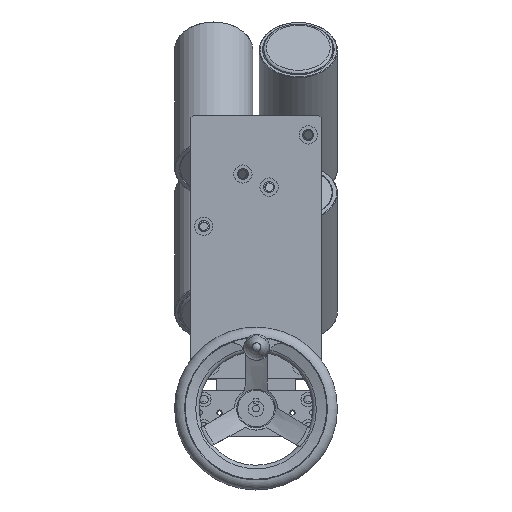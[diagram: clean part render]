
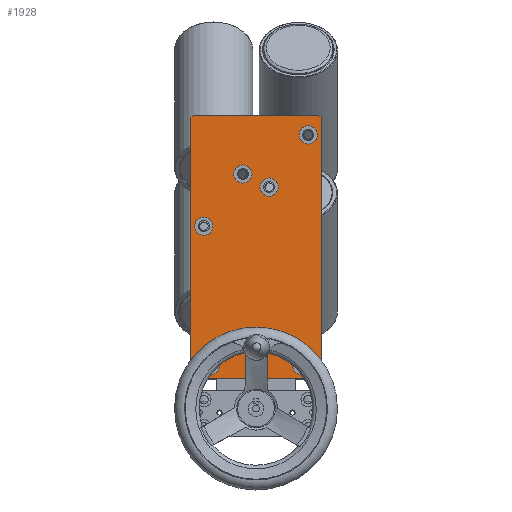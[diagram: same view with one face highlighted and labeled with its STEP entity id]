
A CAD part, top view. The second image highlights one B-rep face of the part: STEP entity #1928.
In plain terms, the highlighted planar face has unit normal (0, 0, 1).
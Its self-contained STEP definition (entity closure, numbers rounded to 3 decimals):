
#104 = CARTESIAN_POINT ( 'NONE',  ( 23.951, 11.877, 45.8 ) ) ;
#120 = VECTOR ( 'NONE', #10670, 1000. ) ;
#339 = EDGE_CURVE ( 'NONE', #1369, #1369, #3868, .T. ) ;
#348 = VERTEX_POINT ( 'NONE', #7676 ) ;
#357 = ORIENTED_EDGE ( 'NONE', *, *, #9480, .T. ) ;
#426 = VECTOR ( 'NONE', #9089, 1000. ) ;
#566 = VERTEX_POINT ( 'NONE', #8038 ) ;
#569 = VERTEX_POINT ( 'NONE', #6080 ) ;
#601 = DIRECTION ( 'NONE',  ( 1., 0., 0. ) ) ;
#617 = ORIENTED_EDGE ( 'NONE', *, *, #339, .F. ) ;
#682 = CARTESIAN_POINT ( 'NONE',  ( -74.049, 213.877, 45.8 ) ) ;
#694 = DIRECTION ( 'NONE',  ( 0., 0., 1. ) ) ;
#755 = VERTEX_POINT ( 'NONE', #7907 ) ;
#811 = VECTOR ( 'NONE', #11094, 1000. ) ;
#822 = LINE ( 'NONE', #946, #426 ) ;
#898 = FACE_BOUND ( 'NONE', #6187, .T. ) ;
#902 = AXIS2_PLACEMENT_3D ( 'NONE', #9102, #7196, #5321 ) ;
#926 = LINE ( 'NONE', #682, #2672 ) ;
#940 = ORIENTED_EDGE ( 'NONE', *, *, #4207, .T. ) ;
#946 = CARTESIAN_POINT ( 'NONE',  ( -76.049, 213.877, 45.8 ) ) ;
#1049 = EDGE_CURVE ( 'NONE', #348, #348, #10741, .T. ) ;
#1209 = AXIS2_PLACEMENT_3D ( 'NONE', #8776, #694, #7058 ) ;
#1275 = EDGE_LOOP ( 'NONE', ( #8680 ) ) ;
#1369 = VERTEX_POINT ( 'NONE', #11598 ) ;
#1841 = CIRCLE ( 'NONE', #10148, 7. ) ;
#1895 = FACE_BOUND ( 'NONE', #6104, .T. ) ;
#1928 = ADVANCED_FACE ( 'NONE', ( #1895, #10869, #898, #7258, #8173, #8296, #9966, #4552 ), #8236, .F. ) ;
#2105 = VERTEX_POINT ( 'NONE', #2856 ) ;
#2156 = EDGE_CURVE ( 'NONE', #10812, #9332, #3219, .T. ) ;
#2261 = DIRECTION ( 'NONE',  ( 1., 0., 0. ) ) ;
#2263 = EDGE_CURVE ( 'NONE', #569, #569, #1841, .T. ) ;
#2304 = ORIENTED_EDGE ( 'NONE', *, *, #4156, .T. ) ;
#2549 = ORIENTED_EDGE ( 'NONE', *, *, #11820, .F. ) ;
#2644 = DIRECTION ( 'NONE',  ( 0., 0., 1. ) ) ;
#2672 = VECTOR ( 'NONE', #4348, 1000. ) ;
#2732 = CARTESIAN_POINT ( 'NONE',  ( -76.049, 11.877, 45.8 ) ) ;
#2740 = EDGE_CURVE ( 'NONE', #3402, #8870, #926, .T. ) ;
#2759 = CARTESIAN_POINT ( 'NONE',  ( -76.049, 211.877, 45.8 ) ) ;
#2838 = ORIENTED_EDGE ( 'NONE', *, *, #2740, .T. ) ;
#2856 = CARTESIAN_POINT ( 'NONE',  ( 23.951, 11.877, 45.8 ) ) ;
#2959 = CIRCLE ( 'NONE', #11697, 7. ) ;
#3168 = ORIENTED_EDGE ( 'NONE', *, *, #2156, .T. ) ;
#3219 = LINE ( 'NONE', #6892, #120 ) ;
#3297 = DIRECTION ( 'NONE',  ( 0., 0., 1. ) ) ;
#3402 = VERTEX_POINT ( 'NONE', #5722 ) ;
#3526 = CARTESIAN_POINT ( 'NONE',  ( -76.049, 11.877, 45.8 ) ) ;
#3744 = DIRECTION ( 'NONE',  ( 0., 0., 1. ) ) ;
#3856 = CARTESIAN_POINT ( 'NONE',  ( -26.049, 21.877, 45.8 ) ) ;
#3868 = CIRCLE ( 'NONE', #1209, 7. ) ;
#3898 = ORIENTED_EDGE ( 'NONE', *, *, #11362, .F. ) ;
#4156 = EDGE_CURVE ( 'NONE', #9332, #3402, #822, .T. ) ;
#4207 = EDGE_CURVE ( 'NONE', #8870, #4881, #7244, .T. ) ;
#4333 = CIRCLE ( 'NONE', #5280, 7. ) ;
#4348 = DIRECTION ( 'NONE',  ( -0.707, -0.707, 0. ) ) ;
#4493 = EDGE_LOOP ( 'NONE', ( #3898 ) ) ;
#4511 = EDGE_LOOP ( 'NONE', ( #8647 ) ) ;
#4552 = FACE_OUTER_BOUND ( 'NONE', #10887, .T. ) ;
#4561 = EDGE_CURVE ( 'NONE', #6383, #6383, #5557, .T. ) ;
#4744 = DIRECTION ( 'NONE',  ( 0., 0., 1. ) ) ;
#4881 = VERTEX_POINT ( 'NONE', #3526 ) ;
#5000 = CARTESIAN_POINT ( 'NONE',  ( 23.951, 211.877, 45.8 ) ) ;
#5272 = AXIS2_PLACEMENT_3D ( 'NONE', #10946, #2644, #6483 ) ;
#5280 = AXIS2_PLACEMENT_3D ( 'NONE', #11628, #3297, #601 ) ;
#5321 = DIRECTION ( 'NONE',  ( -1., 0., 0. ) ) ;
#5431 = LINE ( 'NONE', #2732, #11670 ) ;
#5461 = DIRECTION ( 'NONE',  ( 1., 0., 0. ) ) ;
#5557 = CIRCLE ( 'NONE', #6533, 7. ) ;
#5584 = DIRECTION ( 'NONE',  ( 0., 0., 1. ) ) ;
#5722 = CARTESIAN_POINT ( 'NONE',  ( -74.049, 213.877, 45.8 ) ) ;
#6080 = CARTESIAN_POINT ( 'NONE',  ( -29.049, 168.877, 45.8 ) ) ;
#6104 = EDGE_LOOP ( 'NONE', ( #617 ) ) ;
#6187 = EDGE_LOOP ( 'NONE', ( #2549 ) ) ;
#6327 = CARTESIAN_POINT ( 'NONE',  ( -76.049, 11.877, 45.8 ) ) ;
#6383 = VERTEX_POINT ( 'NONE', #10222 ) ;
#6483 = DIRECTION ( 'NONE',  ( 1., 0., 0. ) ) ;
#6533 = AXIS2_PLACEMENT_3D ( 'NONE', #9933, #4744, #8951 ) ;
#6596 = EDGE_LOOP ( 'NONE', ( #8942 ) ) ;
#6735 = EDGE_LOOP ( 'NONE', ( #8962 ) ) ;
#6892 = CARTESIAN_POINT ( 'NONE',  ( 23.951, 211.877, 45.8 ) ) ;
#7005 = DIRECTION ( 'NONE',  ( 1., 0., 0. ) ) ;
#7058 = DIRECTION ( 'NONE',  ( 1., 0., 0. ) ) ;
#7178 = VERTEX_POINT ( 'NONE', #10841 ) ;
#7196 = DIRECTION ( 'NONE',  ( 0., 0., -1. ) ) ;
#7244 = LINE ( 'NONE', #6327, #811 ) ;
#7258 = FACE_BOUND ( 'NONE', #4493, .T. ) ;
#7261 = LINE ( 'NONE', #104, #10709 ) ;
#7676 = CARTESIAN_POINT ( 'NONE',  ( -19.049, 21.877, 45.8 ) ) ;
#7873 = CARTESIAN_POINT ( 'NONE',  ( 21.951, 213.877, 45.8 ) ) ;
#7907 = CARTESIAN_POINT ( 'NONE',  ( 20.951, 198.877, 45.8 ) ) ;
#8038 = CARTESIAN_POINT ( 'NONE',  ( -59.049, 128.877, 45.8 ) ) ;
#8173 = FACE_BOUND ( 'NONE', #4511, .T. ) ;
#8236 = PLANE ( 'NONE',  #902 ) ;
#8296 = FACE_BOUND ( 'NONE', #6735, .T. ) ;
#8647 = ORIENTED_EDGE ( 'NONE', *, *, #4561, .F. ) ;
#8680 = ORIENTED_EDGE ( 'NONE', *, *, #11606, .F. ) ;
#8776 = CARTESIAN_POINT ( 'NONE',  ( -61.049, 21.877, 45.8 ) ) ;
#8793 = ORIENTED_EDGE ( 'NONE', *, *, #10267, .T. ) ;
#8870 = VERTEX_POINT ( 'NONE', #2759 ) ;
#8942 = ORIENTED_EDGE ( 'NONE', *, *, #1049, .F. ) ;
#8951 = DIRECTION ( 'NONE',  ( 1., 0., 0. ) ) ;
#8962 = ORIENTED_EDGE ( 'NONE', *, *, #2263, .F. ) ;
#9089 = DIRECTION ( 'NONE',  ( -1., 0., 0. ) ) ;
#9102 = CARTESIAN_POINT ( 'NONE',  ( -76.049, 213.877, 45.8 ) ) ;
#9163 = CIRCLE ( 'NONE', #5272, 7. ) ;
#9226 = DIRECTION ( 'NONE',  ( 0., 1., 0. ) ) ;
#9332 = VERTEX_POINT ( 'NONE', #7873 ) ;
#9480 = EDGE_CURVE ( 'NONE', #4881, #2105, #5431, .T. ) ;
#9711 = CARTESIAN_POINT ( 'NONE',  ( -36.049, 168.877, 45.8 ) ) ;
#9825 = DIRECTION ( 'NONE',  ( 0., 0., 1. ) ) ;
#9933 = CARTESIAN_POINT ( 'NONE',  ( -16.049, 158.877, 45.8 ) ) ;
#9966 = FACE_BOUND ( 'NONE', #1275, .T. ) ;
#10148 = AXIS2_PLACEMENT_3D ( 'NONE', #9711, #9825, #7005 ) ;
#10222 = CARTESIAN_POINT ( 'NONE',  ( -9.049, 158.877, 45.8 ) ) ;
#10231 = CARTESIAN_POINT ( 'NONE',  ( 13.951, 198.877, 45.8 ) ) ;
#10267 = EDGE_CURVE ( 'NONE', #2105, #10812, #7261, .T. ) ;
#10670 = DIRECTION ( 'NONE',  ( -0.707, 0.707, 0. ) ) ;
#10709 = VECTOR ( 'NONE', #9226, 1000. ) ;
#10741 = CIRCLE ( 'NONE', #11125, 7. ) ;
#10812 = VERTEX_POINT ( 'NONE', #5000 ) ;
#10841 = CARTESIAN_POINT ( 'NONE',  ( 15.951, 21.877, 45.8 ) ) ;
#10869 = FACE_BOUND ( 'NONE', #6596, .T. ) ;
#10887 = EDGE_LOOP ( 'NONE', ( #2304, #2838, #940, #357, #8793, #3168 ) ) ;
#10946 = CARTESIAN_POINT ( 'NONE',  ( -66.049, 128.877, 45.8 ) ) ;
#11036 = DIRECTION ( 'NONE',  ( 1., 0., 0. ) ) ;
#11094 = DIRECTION ( 'NONE',  ( 0., -1., 0. ) ) ;
#11125 = AXIS2_PLACEMENT_3D ( 'NONE', #3856, #5584, #5461 ) ;
#11362 = EDGE_CURVE ( 'NONE', #755, #755, #2959, .T. ) ;
#11598 = CARTESIAN_POINT ( 'NONE',  ( -54.049, 21.877, 45.8 ) ) ;
#11606 = EDGE_CURVE ( 'NONE', #566, #566, #9163, .T. ) ;
#11628 = CARTESIAN_POINT ( 'NONE',  ( 8.951, 21.877, 45.8 ) ) ;
#11670 = VECTOR ( 'NONE', #2261, 1000. ) ;
#11697 = AXIS2_PLACEMENT_3D ( 'NONE', #10231, #3744, #11036 ) ;
#11820 = EDGE_CURVE ( 'NONE', #7178, #7178, #4333, .T. ) ;
